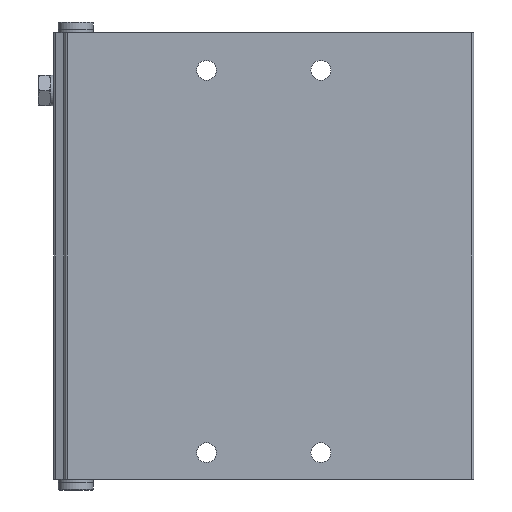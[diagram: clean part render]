
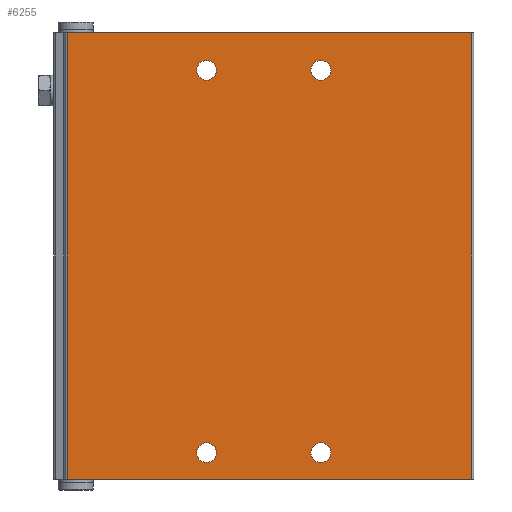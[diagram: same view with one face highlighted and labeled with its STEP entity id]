
A CAD part, front view. The second image highlights one B-rep face of the part: STEP entity #6255.
In plain terms, the highlighted planar face has unit normal (0, -1, 0).
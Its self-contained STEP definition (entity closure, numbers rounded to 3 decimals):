
#61=PLANE('',#7119);
#363=LINE('',#10180,#853);
#364=LINE('',#10192,#854);
#365=LINE('',#10194,#855);
#366=LINE('',#10196,#856);
#853=VECTOR('',#7872,1000.);
#854=VECTOR('',#7885,1000.);
#855=VECTOR('',#7886,1000.);
#856=VECTOR('',#7887,1000.);
#1463=ORIENTED_EDGE('',*,*,#3134,.T.);
#1464=ORIENTED_EDGE('',*,*,#3135,.T.);
#1465=ORIENTED_EDGE('',*,*,#3136,.T.);
#1466=ORIENTED_EDGE('',*,*,#3137,.T.);
#1467=ORIENTED_EDGE('',*,*,#3138,.T.);
#1468=ORIENTED_EDGE('',*,*,#3139,.F.);
#1469=ORIENTED_EDGE('',*,*,#3140,.F.);
#1470=ORIENTED_EDGE('',*,*,#3132,.T.);
#3132=EDGE_CURVE('',#3967,#3966,#363,.T.);
#3134=EDGE_CURVE('',#3968,#3968,#4541,.T.);
#3135=EDGE_CURVE('',#3969,#3969,#4542,.T.);
#3136=EDGE_CURVE('',#3970,#3970,#4543,.T.);
#3137=EDGE_CURVE('',#3971,#3971,#4544,.T.);
#3138=EDGE_CURVE('',#3966,#3972,#364,.T.);
#3139=EDGE_CURVE('',#3973,#3972,#365,.T.);
#3140=EDGE_CURVE('',#3967,#3973,#366,.T.);
#3966=VERTEX_POINT('',#10179);
#3967=VERTEX_POINT('',#10181);
#3968=VERTEX_POINT('',#10185);
#3969=VERTEX_POINT('',#10187);
#3970=VERTEX_POINT('',#10189);
#3971=VERTEX_POINT('',#10191);
#3972=VERTEX_POINT('',#10193);
#3973=VERTEX_POINT('',#10195);
#4541=CIRCLE('',#7120,2.25);
#4542=CIRCLE('',#7121,2.25);
#4543=CIRCLE('',#7122,2.25);
#4544=CIRCLE('',#7123,2.25);
#4849=EDGE_LOOP('',(#1463));
#4850=EDGE_LOOP('',(#1464));
#4851=EDGE_LOOP('',(#1465));
#4852=EDGE_LOOP('',(#1466));
#4853=EDGE_LOOP('',(#1467,#1468,#1469,#1470));
#5507=FACE_BOUND('',#4849,.T.);
#5508=FACE_BOUND('',#4850,.T.);
#5509=FACE_BOUND('',#4851,.T.);
#5510=FACE_BOUND('',#4852,.T.);
#5511=FACE_BOUND('',#4853,.T.);
#6255=ADVANCED_FACE('',(#5507,#5508,#5509,#5510,#5511),#61,.F.);
#7119=AXIS2_PLACEMENT_3D('',#10183,#7875,#7876);
#7120=AXIS2_PLACEMENT_3D('',#10184,#7877,#7878);
#7121=AXIS2_PLACEMENT_3D('',#10186,#7879,#7880);
#7122=AXIS2_PLACEMENT_3D('',#10188,#7881,#7882);
#7123=AXIS2_PLACEMENT_3D('',#10190,#7883,#7884);
#7872=DIRECTION('',(0.,0.,-1.));
#7875=DIRECTION('',(0.,1.,0.));
#7876=DIRECTION('',(0.,0.,1.));
#7877=DIRECTION('',(0.,1.,0.));
#7878=DIRECTION('',(0.,0.,1.));
#7879=DIRECTION('',(0.,1.,0.));
#7880=DIRECTION('',(0.,0.,1.));
#7881=DIRECTION('',(0.,1.,0.));
#7882=DIRECTION('',(0.,0.,1.));
#7883=DIRECTION('',(0.,1.,0.));
#7884=DIRECTION('',(0.,0.,1.));
#7885=DIRECTION('',(1.,0.,0.));
#7886=DIRECTION('',(0.,0.,-1.));
#7887=DIRECTION('',(1.,0.,0.));
#10179=CARTESIAN_POINT('',(-47.3,0.,0.));
#10180=CARTESIAN_POINT('',(-47.3,0.,101.5));
#10181=CARTESIAN_POINT('',(-47.3,0.,101.5));
#10183=CARTESIAN_POINT('',(-47.3,0.,101.5));
#10184=CARTESIAN_POINT('',(-13.,0.,8.5));
#10185=CARTESIAN_POINT('',(-13.,0.,10.75));
#10186=CARTESIAN_POINT('',(13.,0.,95.5));
#10187=CARTESIAN_POINT('',(13.,0.,97.75));
#10188=CARTESIAN_POINT('',(-13.,0.,95.5));
#10189=CARTESIAN_POINT('',(-13.,0.,97.75));
#10190=CARTESIAN_POINT('',(13.,0.,8.5));
#10191=CARTESIAN_POINT('',(13.,0.,10.75));
#10192=CARTESIAN_POINT('',(-47.3,0.,0.));
#10193=CARTESIAN_POINT('',(44.7,0.,0.));
#10194=CARTESIAN_POINT('',(44.7,0.,101.5));
#10195=CARTESIAN_POINT('',(44.7,0.,101.5));
#10196=CARTESIAN_POINT('',(-47.3,0.,101.5));
